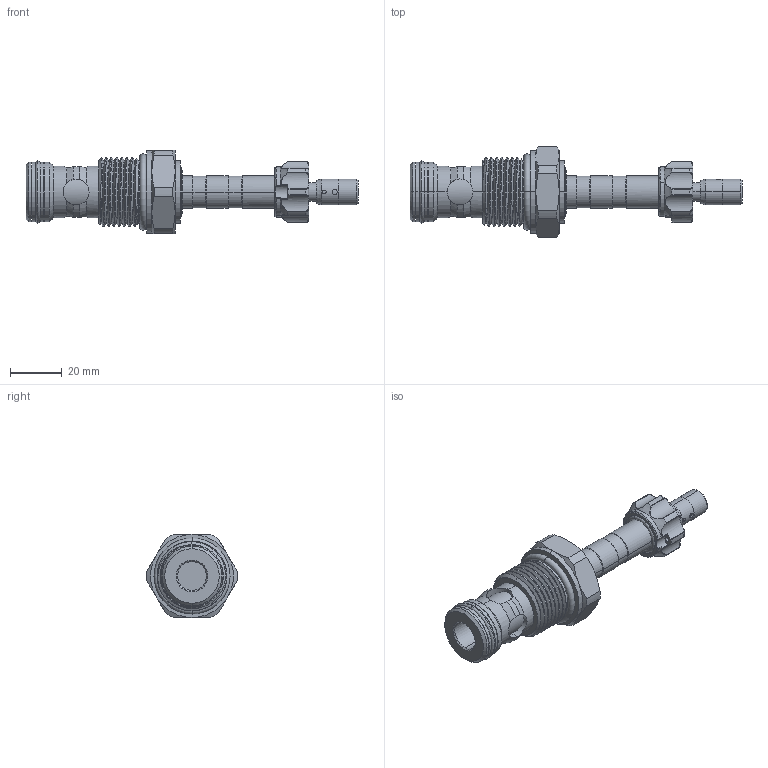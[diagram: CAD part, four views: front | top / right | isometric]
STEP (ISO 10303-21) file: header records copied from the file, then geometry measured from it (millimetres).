
FILE_DESCRIPTION (( 'STEP AP203' ), '1' );
FILE_NAME ('EP27M2A02T05.STEP', '2020-05-13T01:22:22', ( '' ), ( '' ), 'SwSTEP 2.0', 'SolidWorks 2018', '' );
FILE_SCHEMA (( 'CONFIG_CONTROL_DESIGN' ));
Length unit declared in the file: millimetre
Products named in the file (1): EP27M2A02T05
Bounding box: 127.95 x 35.08 x 32 mm (x, y, z)
Volume: 38684 mm3; surface area: 13491.1 mm2
Topology: 4 solids, 4 shells, 305 faces, 729 edges, 448 vertices
Faces by surface type: cylinder 150, cone 55, bspline 37, plane 32, torus 31
Entity records: 13946 total; most frequent: CARTESIAN_POINT 7225, ORIENTED_EDGE 1450, DIRECTION 1329, EDGE_CURVE 725, AXIS2_PLACEMENT_3D 574, VERTEX_POINT 446, EDGE_LOOP 331, FACE_OUTER_BOUND 305
